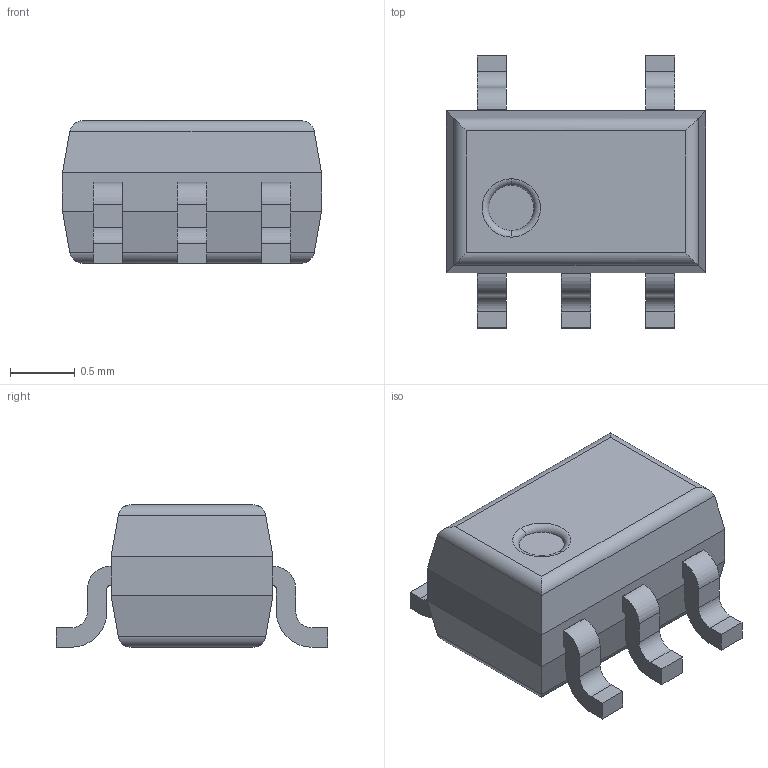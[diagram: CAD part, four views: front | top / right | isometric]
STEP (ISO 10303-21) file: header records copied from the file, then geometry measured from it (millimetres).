
FILE_DESCRIPTION (( 'STEP AP214' ), '1' );
FILE_NAME ( 'SOT65P210X110-5L20.STEP', '2015-12-12T00:11:34', ( '' ), ( '' ), 'FPX Expert 2013', 'PCB Libraries', '' );
FILE_SCHEMA (( 'AUTOMOTIVE_DESIGN' ));
Length unit declared in the file: millimetre
Products named in the file (1): SOT65P210X110-5L20
Bounding box: 2 x 2.1 x 1.1 mm (x, y, z)
Volume: 2.7 mm3; surface area: 14 mm2
Topology: 6 solids, 6 shells, 95 faces, 230 edges, 148 vertices
Faces by surface type: plane 65, cylinder 28, torus 2
Entity records: 2831 total; most frequent: CARTESIAN_POINT 498, DIRECTION 460, ORIENTED_EDGE 460, EDGE_CURVE 230, VECTOR 176, LINE 176, VERTEX_POINT 148, AXIS2_PLACEMENT_3D 142
